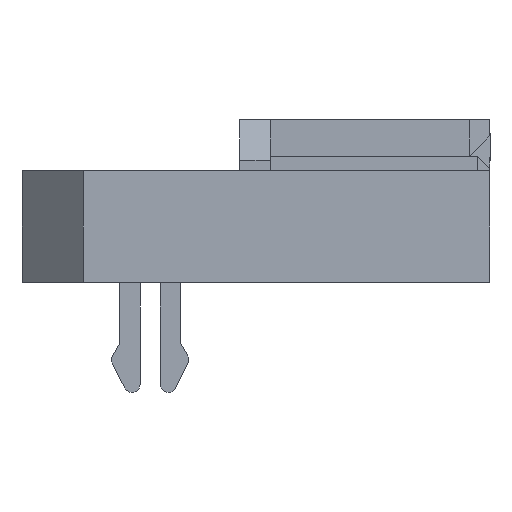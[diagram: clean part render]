
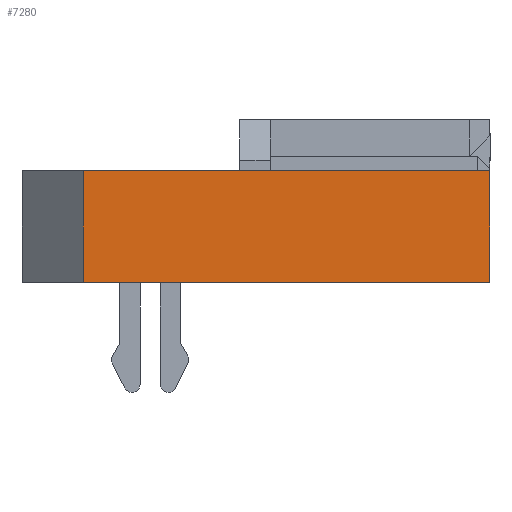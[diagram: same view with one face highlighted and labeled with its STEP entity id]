
A CAD part, left-side view. The second image highlights one B-rep face of the part: STEP entity #7280.
In plain terms, the highlighted planar face has unit normal (-1, 0, 0).
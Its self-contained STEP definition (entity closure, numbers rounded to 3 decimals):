
#6569=CARTESIAN_POINT('',(-9.11,-0.709,2.75));
#6570=VERTEX_POINT('',#6569);
#6577=CARTESIAN_POINT('',(-9.11,-10.709,2.75));
#6578=VERTEX_POINT('',#6577);
#6579=CARTESIAN_POINT('',(-9.11,-10.709,2.75));
#6580=DIRECTION('',(0.0,1.0,0.0));
#6581=VECTOR('',#6580,10.);
#6582=LINE('',#6579,#6581);
#6583=EDGE_CURVE('',#6578,#6570,#6582,.T.);
#7239=CARTESIAN_POINT('',(-9.11,-10.709,0.));
#7240=VERTEX_POINT('',#7239);
#7241=CARTESIAN_POINT('',(-9.11,-10.709,0.));
#7242=DIRECTION('',(0.0,0.0,1.0));
#7243=VECTOR('',#7242,2.75);
#7244=LINE('',#7241,#7243);
#7245=EDGE_CURVE('',#7240,#6578,#7244,.T.);
#7257=CARTESIAN_POINT('',(-9.11,-10.709,0.));
#7258=DIRECTION('',(-1.0,0.0,0.0));
#7259=DIRECTION('',(0.0,0.0,1.0));
#7260=AXIS2_PLACEMENT_3D('',#7257,#7258,#7259);
#7261=PLANE('',#7260);
#7262=ORIENTED_EDGE('',*,*,#6583,.T.);
#7263=CARTESIAN_POINT('',(-9.11,-0.709,0.));
#7264=VERTEX_POINT('',#7263);
#7265=CARTESIAN_POINT('',(-9.11,-0.709,0.));
#7266=DIRECTION('',(0.0,0.0,1.0));
#7267=VECTOR('',#7266,2.75);
#7268=LINE('',#7265,#7267);
#7269=EDGE_CURVE('',#7264,#6570,#7268,.T.);
#7270=ORIENTED_EDGE('',*,*,#7269,.F.);
#7271=CARTESIAN_POINT('',(-9.11,-10.709,0.));
#7272=DIRECTION('',(0.0,1.0,0.0));
#7273=VECTOR('',#7272,10.);
#7274=LINE('',#7271,#7273);
#7275=EDGE_CURVE('',#7240,#7264,#7274,.T.);
#7276=ORIENTED_EDGE('',*,*,#7275,.F.);
#7277=ORIENTED_EDGE('',*,*,#7245,.T.);
#7278=EDGE_LOOP('',(#7262,#7270,#7276,#7277));
#7279=FACE_OUTER_BOUND('',#7278,.T.);
#7280=ADVANCED_FACE('',(#7279),#7261,.T.);
